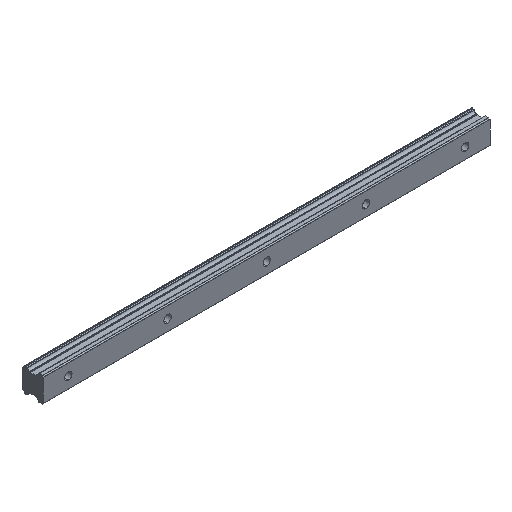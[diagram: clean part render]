
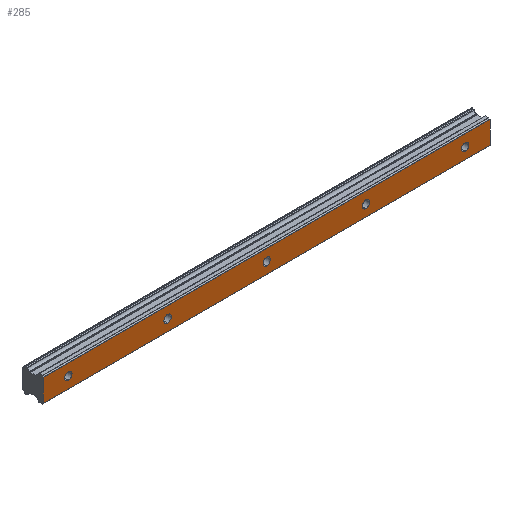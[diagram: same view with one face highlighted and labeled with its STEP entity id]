
A CAD part, isometric view. The second image highlights one B-rep face of the part: STEP entity #285.
In plain terms, the highlighted planar face has unit normal (0, -1, 0).
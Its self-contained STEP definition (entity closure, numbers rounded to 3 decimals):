
#4 = ORIENTED_EDGE ( 'NONE', *, *, #314, .F. ) ;
#15 = ORIENTED_EDGE ( 'NONE', *, *, #2174, .F. ) ;
#25 = CIRCLE ( 'NONE', #105, 2.25 ) ;
#40 = CARTESIAN_POINT ( 'NONE',  ( 255., 0., 6.786 ) ) ;
#45 = EDGE_CURVE ( 'NONE', #2152, #1593, #137, .T. ) ;
#57 = AXIS2_PLACEMENT_3D ( 'NONE', #1605, #125, #2315 ) ;
#62 = VERTEX_POINT ( 'NONE', #1997 ) ;
#92 = EDGE_CURVE ( 'NONE', #1593, #435, #1433, .T. ) ;
#96 = CARTESIAN_POINT ( 'NONE',  ( 180., 0., 0. ) ) ;
#105 = AXIS2_PLACEMENT_3D ( 'NONE', #1826, #1440, #340 ) ;
#125 = DIRECTION ( 'NONE',  ( 0., -1., 0. ) ) ;
#133 = CARTESIAN_POINT ( 'NONE',  ( 255., 0., 6.786 ) ) ;
#137 = LINE ( 'NONE', #2316, #1480 ) ;
#143 = ORIENTED_EDGE ( 'NONE', *, *, #868, .F. ) ;
#150 = ORIENTED_EDGE ( 'NONE', *, *, #1477, .F. ) ;
#218 = AXIS2_PLACEMENT_3D ( 'NONE', #1696, #996, #236 ) ;
#236 = DIRECTION ( 'NONE',  ( 0., 0., 1. ) ) ;
#267 = AXIS2_PLACEMENT_3D ( 'NONE', #1282, #1620, #2170 ) ;
#278 = VERTEX_POINT ( 'NONE', #627 ) ;
#285 = ADVANCED_FACE ( 'NONE', ( #1144, #1729, #1549, #2259, #642, #299 ), #1914, .F. ) ;
#299 = FACE_BOUND ( 'NONE', #1831, .T. ) ;
#314 = EDGE_CURVE ( 'NONE', #637, #1872, #1897, .T. ) ;
#340 = DIRECTION ( 'NONE',  ( 0., 0., 1. ) ) ;
#382 = CIRCLE ( 'NONE', #1713, 2.25 ) ;
#386 = AXIS2_PLACEMENT_3D ( 'NONE', #2162, #1993, #1274 ) ;
#435 = VERTEX_POINT ( 'NONE', #1267 ) ;
#476 = ORIENTED_EDGE ( 'NONE', *, *, #1286, .F. ) ;
#479 = VECTOR ( 'NONE', #1397, 1000. ) ;
#484 = CARTESIAN_POINT ( 'NONE',  ( 60., 0., 0. ) ) ;
#503 = DIRECTION ( 'NONE',  ( 0., 0., 1. ) ) ;
#533 = DIRECTION ( 'NONE',  ( 0., 0., 1. ) ) ;
#543 = DIRECTION ( 'NONE',  ( 0., -1., 0. ) ) ;
#627 = CARTESIAN_POINT ( 'NONE',  ( 180., 0., -2.25 ) ) ;
#628 = EDGE_CURVE ( 'NONE', #435, #1560, #1675, .T. ) ;
#637 = VERTEX_POINT ( 'NONE', #2245 ) ;
#642 = FACE_BOUND ( 'NONE', #1774, .T. ) ;
#651 = CARTESIAN_POINT ( 'NONE',  ( 240., 0., 2.25 ) ) ;
#663 = EDGE_LOOP ( 'NONE', ( #776, #1711 ) ) ;
#664 = DIRECTION ( 'NONE',  ( 0., -1., 0. ) ) ;
#685 = CIRCLE ( 'NONE', #267, 2.25 ) ;
#716 = VERTEX_POINT ( 'NONE', #2095 ) ;
#727 = CIRCLE ( 'NONE', #1087, 2.25 ) ;
#732 = VERTEX_POINT ( 'NONE', #651 ) ;
#770 = DIRECTION ( 'NONE',  ( 1., 0., 0. ) ) ;
#776 = ORIENTED_EDGE ( 'NONE', *, *, #1184, .F. ) ;
#778 = CARTESIAN_POINT ( 'NONE',  ( 120., 0., 2.25 ) ) ;
#789 = AXIS2_PLACEMENT_3D ( 'NONE', #96, #1917, #1587 ) ;
#812 = CARTESIAN_POINT ( 'NONE',  ( 240., 0., 0. ) ) ;
#842 = LINE ( 'NONE', #1970, #479 ) ;
#858 = CARTESIAN_POINT ( 'NONE',  ( 120., 0., 0. ) ) ;
#863 = EDGE_CURVE ( 'NONE', #2264, #2319, #382, .T. ) ;
#868 = EDGE_CURVE ( 'NONE', #2319, #2264, #685, .T. ) ;
#894 = EDGE_CURVE ( 'NONE', #716, #732, #1492, .T. ) ;
#935 = ORIENTED_EDGE ( 'NONE', *, *, #2190, .F. ) ;
#939 = CARTESIAN_POINT ( 'NONE',  ( 255., 0., -6.786 ) ) ;
#965 = ORIENTED_EDGE ( 'NONE', *, *, #863, .F. ) ;
#996 = DIRECTION ( 'NONE',  ( 0., -1., 0. ) ) ;
#1003 = EDGE_LOOP ( 'NONE', ( #1929, #1327, #1074, #1992 ) ) ;
#1061 = DIRECTION ( 'NONE',  ( 0., 0., 1. ) ) ;
#1069 = CIRCLE ( 'NONE', #789, 2.25 ) ;
#1074 = ORIENTED_EDGE ( 'NONE', *, *, #628, .F. ) ;
#1079 = VECTOR ( 'NONE', #770, 1000. ) ;
#1084 = CARTESIAN_POINT ( 'NONE',  ( -15., 0., -6.786 ) ) ;
#1087 = AXIS2_PLACEMENT_3D ( 'NONE', #812, #1747, #2302 ) ;
#1090 = EDGE_LOOP ( 'NONE', ( #965, #143 ) ) ;
#1144 = FACE_OUTER_BOUND ( 'NONE', #1003, .T. ) ;
#1182 = CIRCLE ( 'NONE', #1969, 2.25 ) ;
#1184 = EDGE_CURVE ( 'NONE', #732, #716, #727, .T. ) ;
#1236 = CARTESIAN_POINT ( 'NONE',  ( 0., 0., 2.25 ) ) ;
#1264 = CIRCLE ( 'NONE', #218, 2.25 ) ;
#1267 = CARTESIAN_POINT ( 'NONE',  ( -15., 0., 6.786 ) ) ;
#1274 = DIRECTION ( 'NONE',  ( 0., 0., 1. ) ) ;
#1282 = CARTESIAN_POINT ( 'NONE',  ( 0., 0., 0. ) ) ;
#1286 = EDGE_CURVE ( 'NONE', #1872, #637, #25, .T. ) ;
#1327 = ORIENTED_EDGE ( 'NONE', *, *, #2022, .F. ) ;
#1392 = DIRECTION ( 'NONE',  ( 0., 0., 1. ) ) ;
#1397 = DIRECTION ( 'NONE',  ( 0., 0., -1. ) ) ;
#1416 = CARTESIAN_POINT ( 'NONE',  ( 255., 0., 6.786 ) ) ;
#1433 = LINE ( 'NONE', #2142, #1788 ) ;
#1440 = DIRECTION ( 'NONE',  ( 0., -1., 0. ) ) ;
#1464 = CARTESIAN_POINT ( 'NONE',  ( 0., 0., 0. ) ) ;
#1477 = EDGE_CURVE ( 'NONE', #278, #2133, #1264, .T. ) ;
#1480 = VECTOR ( 'NONE', #1588, 1000. ) ;
#1492 = CIRCLE ( 'NONE', #386, 2.25 ) ;
#1549 = FACE_BOUND ( 'NONE', #663, .T. ) ;
#1554 = VERTEX_POINT ( 'NONE', #1790 ) ;
#1560 = VERTEX_POINT ( 'NONE', #133 ) ;
#1566 = DIRECTION ( 'NONE',  ( 0., 1., 0. ) ) ;
#1587 = DIRECTION ( 'NONE',  ( 0., 0., 1. ) ) ;
#1588 = DIRECTION ( 'NONE',  ( -1., 0., 0. ) ) ;
#1593 = VERTEX_POINT ( 'NONE', #1084 ) ;
#1605 = CARTESIAN_POINT ( 'NONE',  ( 60., 0., 0. ) ) ;
#1620 = DIRECTION ( 'NONE',  ( 0., -1., 0. ) ) ;
#1635 = CARTESIAN_POINT ( 'NONE',  ( 180., 0., 2.25 ) ) ;
#1648 = EDGE_CURVE ( 'NONE', #1554, #62, #1182, .T. ) ;
#1653 = CARTESIAN_POINT ( 'NONE',  ( 0., 0., -2.25 ) ) ;
#1675 = LINE ( 'NONE', #40, #1079 ) ;
#1696 = CARTESIAN_POINT ( 'NONE',  ( 180., 0., 0. ) ) ;
#1711 = ORIENTED_EDGE ( 'NONE', *, *, #894, .F. ) ;
#1713 = AXIS2_PLACEMENT_3D ( 'NONE', #1464, #543, #533 ) ;
#1729 = FACE_BOUND ( 'NONE', #1090, .T. ) ;
#1747 = DIRECTION ( 'NONE',  ( 0., -1., 0. ) ) ;
#1774 = EDGE_LOOP ( 'NONE', ( #476, #4 ) ) ;
#1788 = VECTOR ( 'NONE', #503, 1000. ) ;
#1790 = CARTESIAN_POINT ( 'NONE',  ( 60., 0., 2.25 ) ) ;
#1792 = AXIS2_PLACEMENT_3D ( 'NONE', #1416, #1566, #1061 ) ;
#1820 = CIRCLE ( 'NONE', #57, 2.25 ) ;
#1826 = CARTESIAN_POINT ( 'NONE',  ( 120., 0., 0. ) ) ;
#1831 = EDGE_LOOP ( 'NONE', ( #2309, #15 ) ) ;
#1872 = VERTEX_POINT ( 'NONE', #778 ) ;
#1897 = CIRCLE ( 'NONE', #2189, 2.25 ) ;
#1914 = PLANE ( 'NONE',  #1792 ) ;
#1917 = DIRECTION ( 'NONE',  ( 0., -1., 0. ) ) ;
#1929 = ORIENTED_EDGE ( 'NONE', *, *, #45, .F. ) ;
#1969 = AXIS2_PLACEMENT_3D ( 'NONE', #484, #664, #2321 ) ;
#1970 = CARTESIAN_POINT ( 'NONE',  ( 255., 0., 6.786 ) ) ;
#1992 = ORIENTED_EDGE ( 'NONE', *, *, #92, .F. ) ;
#1993 = DIRECTION ( 'NONE',  ( 0., -1., 0. ) ) ;
#1997 = CARTESIAN_POINT ( 'NONE',  ( 60., 0., -2.25 ) ) ;
#2022 = EDGE_CURVE ( 'NONE', #1560, #2152, #842, .T. ) ;
#2095 = CARTESIAN_POINT ( 'NONE',  ( 240., 0., -2.25 ) ) ;
#2133 = VERTEX_POINT ( 'NONE', #1635 ) ;
#2142 = CARTESIAN_POINT ( 'NONE',  ( -15., 0., 6.786 ) ) ;
#2152 = VERTEX_POINT ( 'NONE', #939 ) ;
#2162 = CARTESIAN_POINT ( 'NONE',  ( 240., 0., 0. ) ) ;
#2170 = DIRECTION ( 'NONE',  ( 0., 0., 1. ) ) ;
#2174 = EDGE_CURVE ( 'NONE', #62, #1554, #1820, .T. ) ;
#2189 = AXIS2_PLACEMENT_3D ( 'NONE', #858, #2322, #1392 ) ;
#2190 = EDGE_CURVE ( 'NONE', #2133, #278, #1069, .T. ) ;
#2245 = CARTESIAN_POINT ( 'NONE',  ( 120., 0., -2.25 ) ) ;
#2259 = FACE_BOUND ( 'NONE', #2283, .T. ) ;
#2264 = VERTEX_POINT ( 'NONE', #1236 ) ;
#2283 = EDGE_LOOP ( 'NONE', ( #935, #150 ) ) ;
#2302 = DIRECTION ( 'NONE',  ( 0., 0., 1. ) ) ;
#2309 = ORIENTED_EDGE ( 'NONE', *, *, #1648, .F. ) ;
#2315 = DIRECTION ( 'NONE',  ( 0., 0., 1. ) ) ;
#2316 = CARTESIAN_POINT ( 'NONE',  ( 255., 0., -6.786 ) ) ;
#2319 = VERTEX_POINT ( 'NONE', #1653 ) ;
#2321 = DIRECTION ( 'NONE',  ( 0., 0., 1. ) ) ;
#2322 = DIRECTION ( 'NONE',  ( 0., -1., 0. ) ) ;
